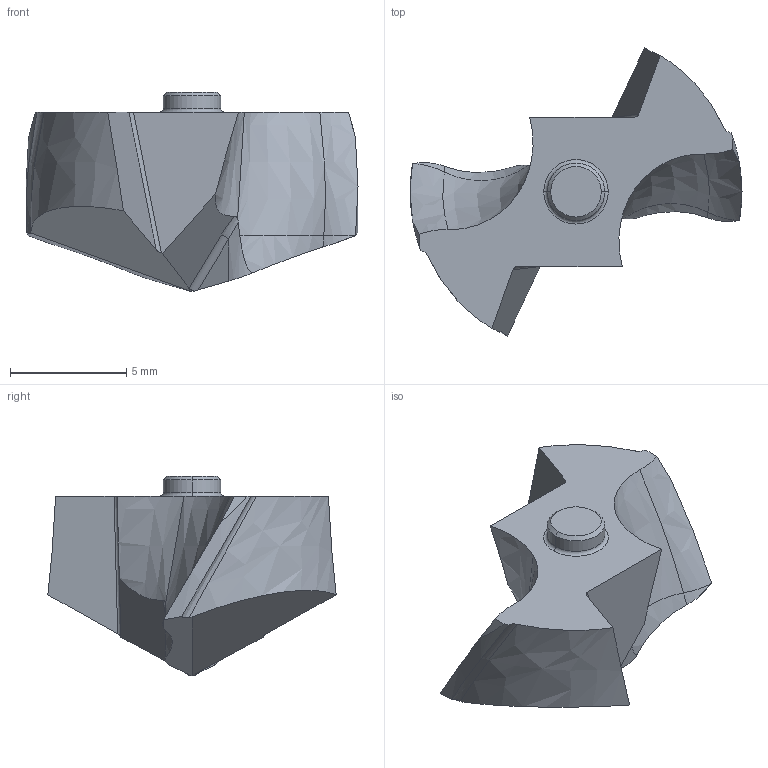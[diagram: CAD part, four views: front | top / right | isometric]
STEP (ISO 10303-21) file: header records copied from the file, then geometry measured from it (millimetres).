
FILE_DESCRIPTION((''),'2;1');
FILE_NAME('STAWN0036TH','2021-03-09T17:27:12',('tlyac05'),('PTC Japan'),'CREO PARAMETRIC BY PTC INC, 2018500','CREO PARAMETRIC BY PTC INC, 2018500','');
FILE_SCHEMA(('AUTOMOTIVE_DESIGN { 1 0 10303 214 1 1 1 1 }'));
Length unit declared in the file: millimetre
Products named in the file (1): STAWN0036TH
Bounding box: 14.29 x 12.41 x 8.57 mm (x, y, z)
Volume: 373.3 mm3; surface area: 383.6 mm2
Topology: 1 solids, 1 shells, 48 faces, 145 edges, 100 vertices
Faces by surface type: plane 18, bspline 16, cylinder 10, torus 2, cone 2
Entity records: 3207 total; most frequent: CARTESIAN_POINT 1620, ORIENTED_EDGE 252, PRESENTATION_STYLE_ASSIGNMENT 149, STYLED_ITEM 149, CURVE_STYLE 148, DIRECTION 140, EDGE_CURVE 126, B_SPLINE_CURVE_WITH_KNOTS 91
